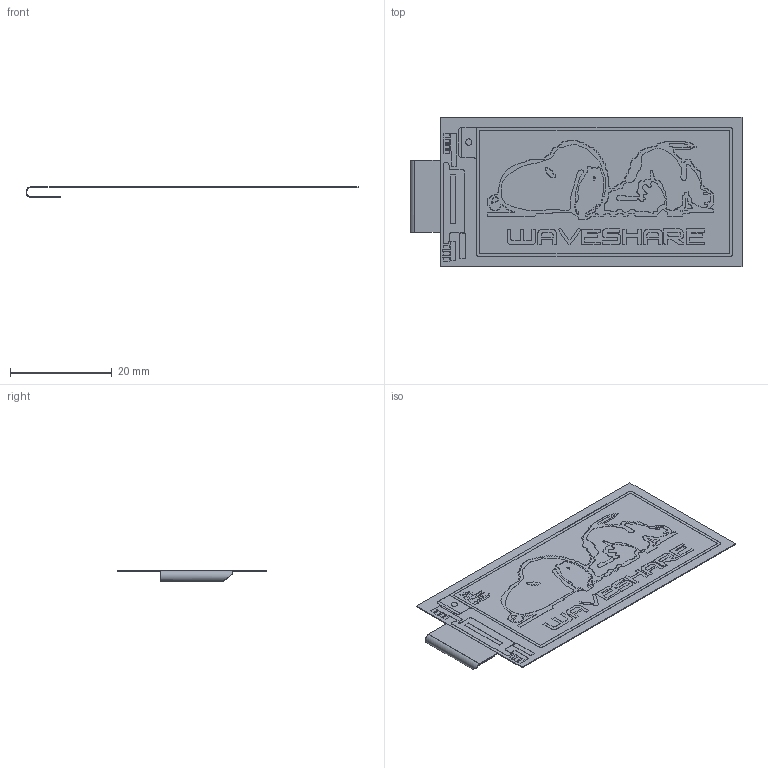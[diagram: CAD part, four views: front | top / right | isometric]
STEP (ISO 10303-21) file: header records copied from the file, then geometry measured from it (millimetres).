
FILE_DESCRIPTION(('FreeCAD Model'),'2;1');
FILE_NAME('Open CASCADE Shape Model','2024-08-10T22:15:23',('Author'),( ''),'Open CASCADE STEP processor 7.6','FreeCAD','Unknown');
FILE_SCHEMA(('AUTOMOTIVE_DESIGN { 1 0 10303 214 1 1 1 1 }'));
Length unit declared in the file: millimetre
Products named in the file (9): Waveshare 2.13 (D) E-ink - Reverse Mount008; Waveshare 2.13 (D) E-ink - Reverse Mount; Waveshare 2.13 (D) E-ink - Reverse Mount001; Waveshare 2.13 (D) E-ink - Reverse Mount002; Waveshare 2.13 (D) E-ink - Reverse Mount003; Waveshare 2.13 (D) E-ink - Reverse Mount004; Waveshare 2.13 (D) E-ink - Reverse Mount005; Waveshare 2.13 (D) E-ink - Reverse Mount006; Waveshare 2.13 (D) E-ink - Reverse Mount007
Assembly tree (8 placements, depth 2):
  Waveshare 2.13 (D) E-ink - Reverse Mount008
    Waveshare 2.13 (D) E-ink - Reverse Mount
    Waveshare 2.13 (D) E-ink - Reverse Mount001
    Waveshare 2.13 (D) E-ink - Reverse Mount002
    Waveshare 2.13 (D) E-ink - Reverse Mount003
    Waveshare 2.13 (D) E-ink - Reverse Mount004
    Waveshare 2.13 (D) E-ink - Reverse Mount005
    Waveshare 2.13 (D) E-ink - Reverse Mount006
    Waveshare 2.13 (D) E-ink - Reverse Mount007
Bounding box: 65.12 x 29.24 x 2.17 mm (x, y, z)
Volume: 375.8 mm3; surface area: 3983.8 mm2
Topology: 8 solids, 28 shells, 1021 faces, 2718 edges, 1811 vertices
Faces by surface type: plane 940, bspline 42, cylinder 39
Full cylindrical faces by diameter (mm): 1.248 x1
Entity records: 40905 total; most frequent: CARTESIAN_POINT 8946, ORIENTED_EDGE 5436, DIRECTION 4498, EDGE_CURVE 2718, LINE 2360, VECTOR 2360, VERTEX_POINT 1811, FACE_BOUND 1091
